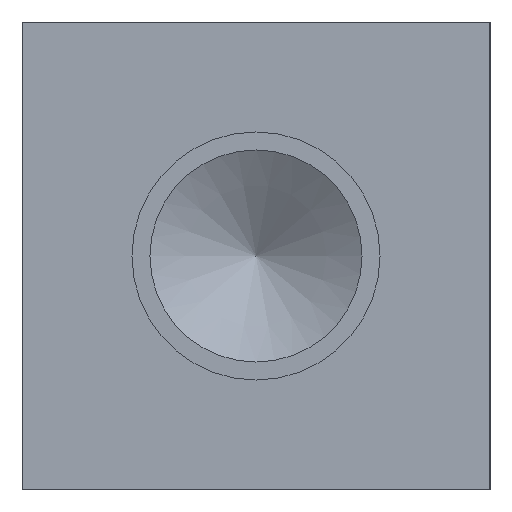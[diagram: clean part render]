
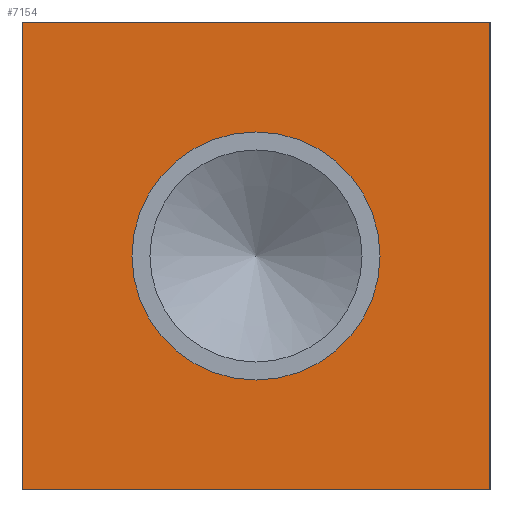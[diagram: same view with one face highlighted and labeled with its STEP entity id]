
A CAD part, left-side view. The second image highlights one B-rep face of the part: STEP entity #7154.
In plain terms, the highlighted planar face has unit normal (-1, 0, 0).
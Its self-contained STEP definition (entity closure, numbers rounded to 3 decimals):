
#174=CIRCLE('',#7548,13.462);
#175=CIRCLE('',#7549,13.462);
#231=FACE_BOUND('',#1243,.T.);
#457=PLANE('',#7551);
#822=FACE_OUTER_BOUND('',#1242,.T.);
#1242=EDGE_LOOP('',(#6371,#6372,#6373,#6374));
#1243=EDGE_LOOP('',(#6375,#6376));
#1500=LINE('',#10991,#2175);
#1926=LINE('',#12246,#2601);
#1927=LINE('',#12247,#2602);
#1928=LINE('',#12248,#2603);
#2175=VECTOR('',#7922,10.);
#2601=VECTOR('',#8982,10.);
#2602=VECTOR('',#8983,10.);
#2603=VECTOR('',#8984,10.);
#3077=VERTEX_POINT('',#10984);
#3080=VERTEX_POINT('',#10989);
#3461=VERTEX_POINT('',#12236);
#3462=VERTEX_POINT('',#12237);
#3463=VERTEX_POINT('',#12244);
#3464=VERTEX_POINT('',#12245);
#3884=EDGE_CURVE('',#3080,#3077,#1500,.T.);
#4436=EDGE_CURVE('',#3461,#3462,#174,.T.);
#4437=EDGE_CURVE('',#3462,#3461,#175,.T.);
#4440=EDGE_CURVE('',#3463,#3464,#1926,.T.);
#4441=EDGE_CURVE('',#3464,#3077,#1927,.T.);
#4442=EDGE_CURVE('',#3463,#3080,#1928,.T.);
#6371=ORIENTED_EDGE('',*,*,#4440,.T.);
#6372=ORIENTED_EDGE('',*,*,#4441,.T.);
#6373=ORIENTED_EDGE('',*,*,#3884,.F.);
#6374=ORIENTED_EDGE('',*,*,#4442,.F.);
#6375=ORIENTED_EDGE('',*,*,#4436,.T.);
#6376=ORIENTED_EDGE('',*,*,#4437,.T.);
#7154=ADVANCED_FACE('',(#822,#231),#457,.T.);
#7548=AXIS2_PLACEMENT_3D('',#12238,#8972,#8973);
#7549=AXIS2_PLACEMENT_3D('',#12239,#8974,#8975);
#7551=AXIS2_PLACEMENT_3D('',#12243,#8980,#8981);
#7922=DIRECTION('',(0.,-1.,0.));
#8972=DIRECTION('center_axis',(1.,0.,0.));
#8973=DIRECTION('ref_axis',(0.,1.,0.));
#8974=DIRECTION('center_axis',(1.,0.,0.));
#8975=DIRECTION('ref_axis',(0.,1.,0.));
#8980=DIRECTION('center_axis',(-1.,0.,0.));
#8981=DIRECTION('ref_axis',(0.,-1.,0.));
#8982=DIRECTION('',(0.,-1.,0.));
#8983=DIRECTION('',(0.,0.,1.));
#8984=DIRECTION('',(0.,0.,1.));
#10984=CARTESIAN_POINT('',(0.,0.,50.8));
#10989=CARTESIAN_POINT('',(0.,50.8,50.8));
#10991=CARTESIAN_POINT('',(0.,50.8,50.8));
#12236=CARTESIAN_POINT('',(0.,38.862,25.4));
#12237=CARTESIAN_POINT('',(0.,11.938,25.4));
#12238=CARTESIAN_POINT('Origin',(0.,25.4,25.4));
#12239=CARTESIAN_POINT('Origin',(0.,25.4,25.4));
#12243=CARTESIAN_POINT('Origin',(0.,50.8,0.));
#12244=CARTESIAN_POINT('',(0.,50.8,0.));
#12245=CARTESIAN_POINT('',(0.,0.,0.));
#12246=CARTESIAN_POINT('',(0.,50.8,0.));
#12247=CARTESIAN_POINT('',(0.,0.,0.));
#12248=CARTESIAN_POINT('',(0.,50.8,0.));
